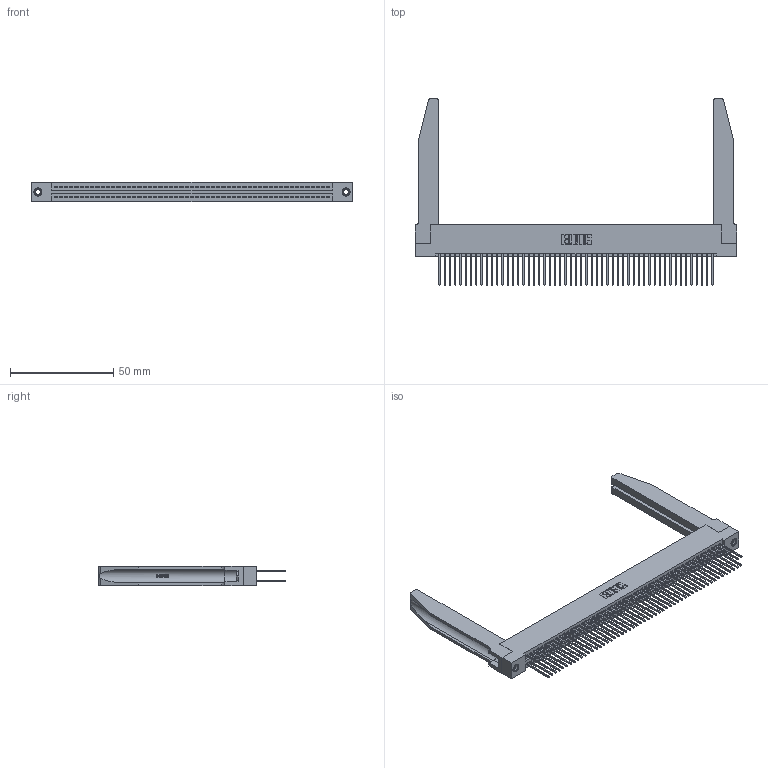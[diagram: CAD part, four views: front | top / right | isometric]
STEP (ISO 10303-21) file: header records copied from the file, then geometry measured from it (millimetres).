
FILE_DESCRIPTION (( 'STEP AP203' ), '1' );
FILE_NAME ('395-106-540-278.STEP', '2019-10-27T05:01:26', ( '' ), ( '' ), 'SwSTEP 2.0', 'SolidWorks 2016', '' );
FILE_SCHEMA (( 'CONFIG_CONTROL_DESIGN' ));
Length unit declared in the file: inch
Products named in the file (5): 345-220-078_345-220-078; 395-106-540-278; 345 Part_Flush Mounting Lugs - 0.156 Dia-TH; 345-292-001_345-293-140; 345-250-001_345-250-001-102
Assembly tree (111 placements, depth 2):
  395-106-540-278
    345 Part_Flush Mounting Lugs - 0.156 Dia-TH
    345-292-001_345-293-140  x106
    345-250-001_345-250-001-102  x2
    345-220-078_345-220-078  x2
Bounding box: 155.85 x 90.09 x 9.4 mm (x, y, z)
Volume: 23414.2 mm3; surface area: 32040 mm2
Topology: 111 solids, 111 shells, 5660 faces, 16743 edges, 11010 vertices
Faces by surface type: plane 3720, cylinder 1888, bspline 36, cone 12, torus 4
Entity records: 44862 total; most frequent: CARTESIAN_POINT 8427, ORIENTED_EDGE 7258, DIRECTION 6411, EDGE_CURVE 3629, LINE 3191, VECTOR 3191, VERTEX_POINT 2412, AXIS2_PLACEMENT_3D 1610
